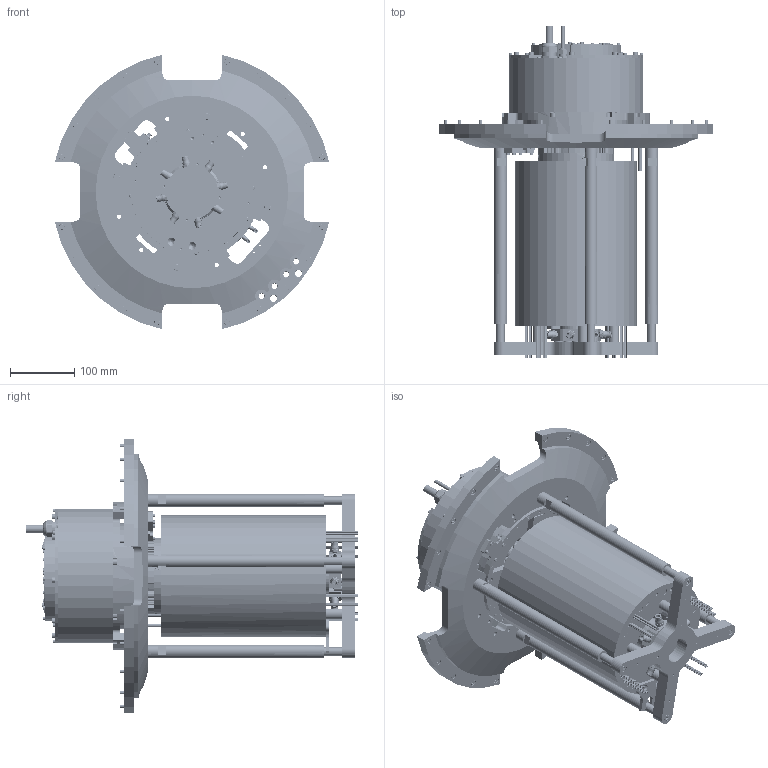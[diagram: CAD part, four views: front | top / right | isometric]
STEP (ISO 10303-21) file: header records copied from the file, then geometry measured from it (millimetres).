
FILE_DESCRIPTION (( 'STEP AP203' ), '1' );
FILE_NAME ('Moteur_Spindle_Un_sldprt.STEP', '2018-04-10T07:33:07', ( '' ), ( '' ), 'SwSTEP 2.0', 'SolidWorks 2017', '' );
FILE_SCHEMA (( 'CONFIG_CONTROL_DESIGN' ));
Length unit declared in the file: millimetre
Products named in the file (1): Moteur_Spindle_Un_sldprt
Bounding box: 428.23 x 517.1 x 428.23 mm (x, y, z)
Surface area: 2183322.9 mm2 (no closed solid volume)
Topology: 0 solids, 273 shells, 8336 faces, 19202 edges, 12064 vertices
Faces by surface type: cylinder 3451, plane 2852, cone 1319, torus 592, bspline 62, sphere 60
Entity records: 245712 total; most frequent: CARTESIAN_POINT 51635, DIRECTION 43754, ORIENTED_EDGE 37590, EDGE_CURVE 18797, AXIS2_PLACEMENT_3D 17660, VERTEX_POINT 11983, EDGE_LOOP 10058, CIRCLE 9385
